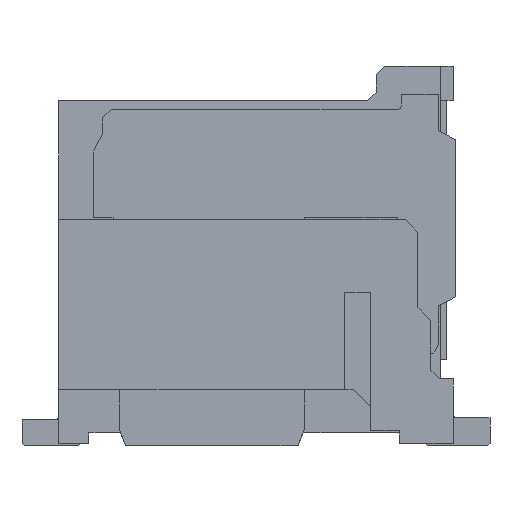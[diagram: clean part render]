
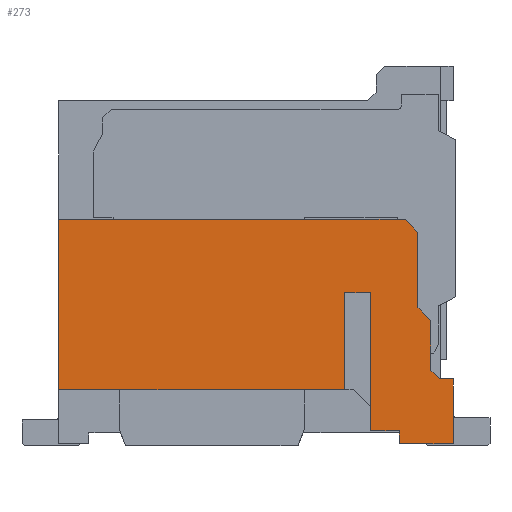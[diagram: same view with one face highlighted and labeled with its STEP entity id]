
A CAD part, left-side view. The second image highlights one B-rep face of the part: STEP entity #273.
In plain terms, the highlighted planar face has unit normal (-1, 0, 0).
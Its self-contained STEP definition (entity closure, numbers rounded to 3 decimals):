
#273=ADVANCED_FACE('',(#1396),#1397,.T.);
#1396=FACE_OUTER_BOUND('',#3312,.T.);
#1397=PLANE('',#3313);
#3312=EDGE_LOOP('',(#6282,#6283,#6284,#6285,#6286,#6287,#6288,#6289,#6290,#6291,#6292,#6293,#6294,#6295,#6296,#6297));
#3313=AXIS2_PLACEMENT_3D('',#6298,#6299,#6300);
#6282=ORIENTED_EDGE('',*,*,#13799,.T.);
#6283=ORIENTED_EDGE('',*,*,#13714,.T.);
#6284=ORIENTED_EDGE('',*,*,#13706,.F.);
#6285=ORIENTED_EDGE('',*,*,#13800,.F.);
#6286=ORIENTED_EDGE('',*,*,#13192,.T.);
#6287=ORIENTED_EDGE('',*,*,#13678,.T.);
#6288=ORIENTED_EDGE('',*,*,#13798,.T.);
#6289=ORIENTED_EDGE('',*,*,#13801,.T.);
#6290=ORIENTED_EDGE('',*,*,#13777,.T.);
#6291=ORIENTED_EDGE('',*,*,#13775,.T.);
#6292=ORIENTED_EDGE('',*,*,#13773,.T.);
#6293=ORIENTED_EDGE('',*,*,#13771,.T.);
#6294=ORIENTED_EDGE('',*,*,#13769,.F.);
#6295=ORIENTED_EDGE('',*,*,#13206,.F.);
#6296=ORIENTED_EDGE('',*,*,#13727,.T.);
#6297=ORIENTED_EDGE('',*,*,#13802,.T.);
#6298=CARTESIAN_POINT('',(-9.65,4.575,-4.375));
#6299=DIRECTION('',(-1.0,0.0,0.0));
#6300=DIRECTION('',(0.0,0.0,1.0));
#13192=EDGE_CURVE('',#15959,#15957,#15960,.T.);
#13206=EDGE_CURVE('',#15984,#15986,#15987,.T.);
#13678=EDGE_CURVE('',#15957,#16836,#16839,.T.);
#13706=EDGE_CURVE('',#16877,#16879,#16880,.T.);
#13714=EDGE_CURVE('',#16891,#16879,#16892,.T.);
#13727=EDGE_CURVE('',#15984,#16912,#16914,.T.);
#13769=EDGE_CURVE('',#15986,#16992,#16993,.T.);
#13771=EDGE_CURVE('',#16995,#16992,#16996,.T.);
#13773=EDGE_CURVE('',#16998,#16995,#16999,.T.);
#13775=EDGE_CURVE('',#17001,#16998,#17002,.T.);
#13777=EDGE_CURVE('',#17004,#17001,#17005,.T.);
#13798=EDGE_CURVE('',#16836,#17035,#17037,.T.);
#13799=EDGE_CURVE('',#17038,#16891,#17039,.T.);
#13800=EDGE_CURVE('',#15959,#16877,#17040,.T.);
#13801=EDGE_CURVE('',#17035,#17004,#17041,.T.);
#13802=EDGE_CURVE('',#16912,#17038,#17042,.T.);
#15957=VERTEX_POINT('',#20402);
#15959=VERTEX_POINT('',#20405);
#15960=LINE('',#20406,#20407);
#15984=VERTEX_POINT('',#20443);
#15986=VERTEX_POINT('',#20446);
#15987=LINE('',#20447,#20448);
#16836=VERTEX_POINT('',#21746);
#16839=LINE('',#21750,#21751);
#16877=VERTEX_POINT('',#21815);
#16879=VERTEX_POINT('',#21818);
#16880=LINE('',#21819,#21820);
#16891=VERTEX_POINT('',#21838);
#16892=LINE('',#21839,#21840);
#16912=VERTEX_POINT('',#21871);
#16914=LINE('',#21874,#21875);
#16992=VERTEX_POINT('',#21993);
#16993=LINE('',#21994,#21995);
#16995=VERTEX_POINT('',#21998);
#16996=LINE('',#21999,#22000);
#16998=VERTEX_POINT('',#22003);
#16999=LINE('',#22004,#22005);
#17001=VERTEX_POINT('',#22008);
#17002=LINE('',#22009,#22010);
#17004=VERTEX_POINT('',#22013);
#17005=LINE('',#22014,#22015);
#17035=VERTEX_POINT('',#22064);
#17037=LINE('',#22067,#22068);
#17038=VERTEX_POINT('',#22069);
#17039=LINE('',#22070,#22071);
#17040=LINE('',#22072,#22073);
#17041=LINE('',#22074,#22075);
#17042=LINE('',#22076,#22077);
#20402=CARTESIAN_POINT('',(-9.65,-4.575,-4.375));
#20405=CARTESIAN_POINT('',(-9.65,-3.325,-4.375));
#20406=CARTESIAN_POINT('',(-9.65,-3.325,-4.375));
#20407=VECTOR('',#27316,1.25);
#20443=CARTESIAN_POINT('',(-9.65,4.575,-3.125));
#20446=CARTESIAN_POINT('',(-9.65,4.575,0.825));
#20447=CARTESIAN_POINT('',(-9.65,4.575,-3.125));
#20448=VECTOR('',#27330,3.95);
#21746=CARTESIAN_POINT('',(-9.65,-4.575,-2.875));
#21750=CARTESIAN_POINT('',(-9.65,-4.575,-4.375));
#21751=VECTOR('',#27844,1.5);
#21815=CARTESIAN_POINT('',(-9.65,-3.325,-4.075));
#21818=CARTESIAN_POINT('',(-9.65,-2.655,-4.075));
#21819=CARTESIAN_POINT('',(-9.65,-3.325,-4.075));
#21820=VECTOR('',#27872,0.67);
#21838=CARTESIAN_POINT('',(-9.65,-2.655,-0.875));
#21839=CARTESIAN_POINT('',(-9.65,-2.655,-0.875));
#21840=VECTOR('',#27880,3.2);
#21871=CARTESIAN_POINT('',(-9.65,-2.055,-3.125));
#21874=CARTESIAN_POINT('',(-9.65,4.575,-3.125));
#21875=VECTOR('',#27893,6.63);
#21993=CARTESIAN_POINT('',(-9.65,-3.455,0.825));
#21994=CARTESIAN_POINT('',(-9.65,4.575,0.825));
#21995=VECTOR('',#27937,8.03);
#21998=CARTESIAN_POINT('',(-9.65,-3.755,0.525));
#21999=CARTESIAN_POINT('',(-9.65,-3.755,0.525));
#22000=VECTOR('',#27939,0.424);
#22003=CARTESIAN_POINT('',(-9.65,-3.755,-1.225));
#22004=CARTESIAN_POINT('',(-9.65,-3.755,-1.225));
#22005=VECTOR('',#27941,1.75);
#22008=CARTESIAN_POINT('',(-9.65,-4.055,-1.525));
#22009=CARTESIAN_POINT('',(-9.65,-4.055,-1.525));
#22010=VECTOR('',#27943,0.424);
#22013=CARTESIAN_POINT('',(-9.65,-4.055,-2.675));
#22014=CARTESIAN_POINT('',(-9.65,-4.055,-2.675));
#22015=VECTOR('',#27945,1.15);
#22064=CARTESIAN_POINT('',(-9.65,-4.255,-2.875));
#22067=CARTESIAN_POINT('',(-9.65,-4.575,-2.875));
#22068=VECTOR('',#27966,0.32);
#22069=CARTESIAN_POINT('',(-9.65,-2.055,-0.875));
#22070=CARTESIAN_POINT('',(-9.65,-2.055,-0.875));
#22071=VECTOR('',#27967,0.6);
#22072=CARTESIAN_POINT('',(-9.65,-3.325,-4.375));
#22073=VECTOR('',#27968,0.3);
#22074=CARTESIAN_POINT('',(-9.65,-4.255,-2.875));
#22075=VECTOR('',#27969,0.283);
#22076=CARTESIAN_POINT('',(-9.65,-2.055,-3.125));
#22077=VECTOR('',#27970,2.25);
#27316=DIRECTION('',(0.0,-1.0,0.0));
#27330=DIRECTION('',(0.0,0.0,1.0));
#27844=DIRECTION('',(0.0,0.0,1.0));
#27872=DIRECTION('',(0.0,1.0,0.0));
#27880=DIRECTION('',(0.0,0.0,-1.0));
#27893=DIRECTION('',(0.0,-1.0,0.0));
#27937=DIRECTION('',(0.0,-1.0,0.0));
#27939=DIRECTION('',(0.0,0.707,0.707));
#27941=DIRECTION('',(0.0,0.0,1.0));
#27943=DIRECTION('',(0.0,0.707,0.707));
#27945=DIRECTION('',(0.0,0.0,1.0));
#27966=DIRECTION('',(0.0,1.0,0.0));
#27967=DIRECTION('',(0.0,-1.0,0.0));
#27968=DIRECTION('',(0.0,0.0,1.0));
#27969=DIRECTION('',(0.0,0.707,0.707));
#27970=DIRECTION('',(0.0,0.0,1.0));
